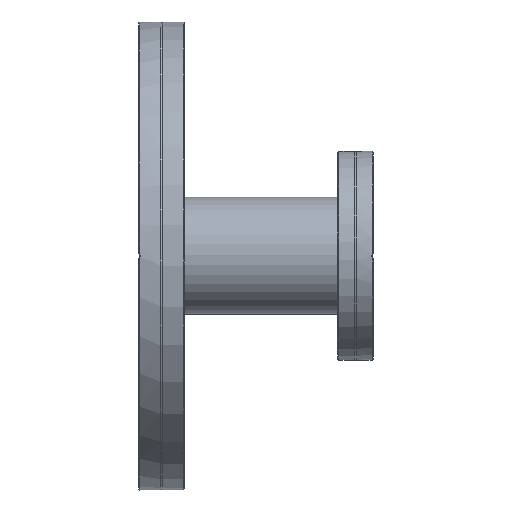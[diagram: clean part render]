
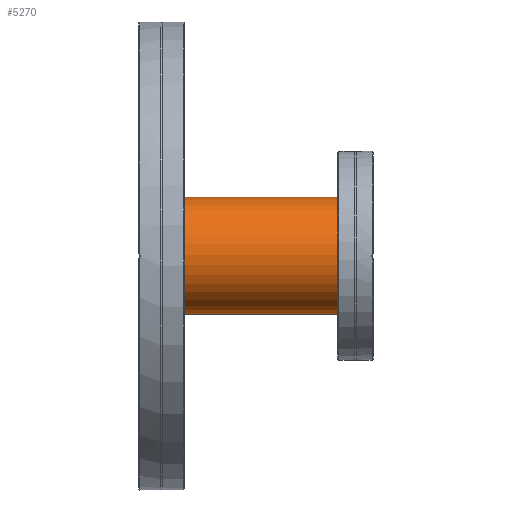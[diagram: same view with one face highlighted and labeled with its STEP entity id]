
A CAD part, left-side view. The second image highlights one B-rep face of the part: STEP entity #5270.
In plain terms, the highlighted cylindrical face has radius 31.75 mm (diameter 63.5 mm), a full revolution.
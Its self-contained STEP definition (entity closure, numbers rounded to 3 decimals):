
#1146=FACE_BOUND('',#1996,.T.);
#1468=FACE_OUTER_BOUND('',#1995,.T.);
#1995=EDGE_LOOP('',(#4880));
#1996=EDGE_LOOP('',(#4881));
#2286=CIRCLE('',#5879,31.75);
#2287=CIRCLE('',#5880,31.75);
#2802=VERTEX_POINT('',#32573);
#2803=VERTEX_POINT('',#32575);
#3496=EDGE_CURVE('',#2802,#2802,#2286,.T.);
#3497=EDGE_CURVE('',#2803,#2803,#2287,.T.);
#4880=ORIENTED_EDGE('',*,*,#3496,.F.);
#4881=ORIENTED_EDGE('',*,*,#3497,.F.);
#4950=CYLINDRICAL_SURFACE('',#5878,31.75);
#5270=ADVANCED_FACE('',(#1468,#1146),#4950,.T.);
#5878=AXIS2_PLACEMENT_3D('',#32572,#7128,#7129);
#5879=AXIS2_PLACEMENT_3D('',#32574,#7130,#7131);
#5880=AXIS2_PLACEMENT_3D('',#32576,#7132,#7133);
#7128=DIRECTION('center_axis',(0.,0.,1.));
#7129=DIRECTION('ref_axis',(-1.,0.,0.));
#7130=DIRECTION('center_axis',(0.,0.,1.));
#7131=DIRECTION('ref_axis',(-1.,0.,0.));
#7132=DIRECTION('center_axis',(0.,0.,-1.));
#7133=DIRECTION('ref_axis',(-1.,0.,0.));
#32572=CARTESIAN_POINT('Origin',(0.,0.,0.));
#32573=CARTESIAN_POINT('',(31.75,0.,116.33));
#32574=CARTESIAN_POINT('Origin',(0.,0.,116.33));
#32575=CARTESIAN_POINT('',(31.75,0.,0.));
#32576=CARTESIAN_POINT('Origin',(0.,0.,0.));
